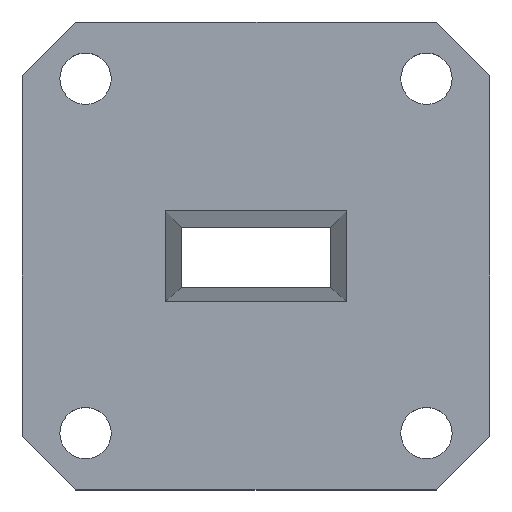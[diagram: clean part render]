
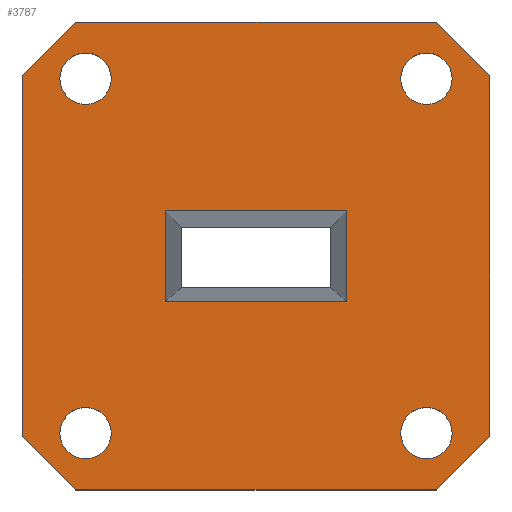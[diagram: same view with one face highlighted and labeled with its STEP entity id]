
A CAD part, top view. The second image highlights one B-rep face of the part: STEP entity #3787.
In plain terms, the highlighted planar face has unit normal (0, 0, 1).
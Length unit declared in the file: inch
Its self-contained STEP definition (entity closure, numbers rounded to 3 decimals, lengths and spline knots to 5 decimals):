
#38 = LINE ( 'NONE', #1634, #2466 ) ;
#65 = LINE ( 'NONE', #765, #4431 ) ;
#81 = VERTEX_POINT ( 'NONE', #1680 ) ;
#93 = VECTOR ( 'NONE', #573, 39.37008 ) ;
#134 = CARTESIAN_POINT ( 'NONE',  ( -0.656, -0.656, 0. ) ) ;
#137 = DIRECTION ( 'NONE',  ( 0., 0., 1. ) ) ;
#144 = ORIENTED_EDGE ( 'NONE', *, *, #2698, .F. ) ;
#213 = EDGE_CURVE ( 'NONE', #1326, #557, #2191, .T. ) ;
#248 = DIRECTION ( 'NONE',  ( -1., 0., 0. ) ) ;
#269 = LINE ( 'NONE', #3668, #2718 ) ;
#300 = VERTEX_POINT ( 'NONE', #635 ) ;
#321 = EDGE_CURVE ( 'NONE', #81, #81, #2298, .T. ) ;
#355 = AXIS2_PLACEMENT_3D ( 'NONE', #2196, #5072, #1425 ) ;
#374 = AXIS2_PLACEMENT_3D ( 'NONE', #1476, #137, #1735 ) ;
#390 = DIRECTION ( 'NONE',  ( 0.707, 0.707, 0. ) ) ;
#403 = CIRCLE ( 'NONE', #1501, 0.072 ) ;
#411 = DIRECTION ( 'NONE',  ( 0., -1., 0. ) ) ;
#474 = VECTOR ( 'NONE', #3265, 39.37008 ) ;
#509 = FACE_OUTER_BOUND ( 'NONE', #2186, .T. ) ;
#557 = VERTEX_POINT ( 'NONE', #4702 ) ;
#573 = DIRECTION ( 'NONE',  ( 0., 1., 0. ) ) ;
#635 = CARTESIAN_POINT ( 'NONE',  ( 0.55, -0.497, 0. ) ) ;
#641 = ORIENTED_EDGE ( 'NONE', *, *, #213, .T. ) ;
#672 = VERTEX_POINT ( 'NONE', #1218 ) ;
#765 = CARTESIAN_POINT ( 'NONE',  ( -0.255, -0.1275, 0. ) ) ;
#812 = ORIENTED_EDGE ( 'NONE', *, *, #3069, .T. ) ;
#922 = ORIENTED_EDGE ( 'NONE', *, *, #2261, .F. ) ;
#923 = EDGE_CURVE ( 'NONE', #925, #925, #1361, .T. ) ;
#925 = VERTEX_POINT ( 'NONE', #4164 ) ;
#935 = VERTEX_POINT ( 'NONE', #4111 ) ;
#961 = CARTESIAN_POINT ( 'NONE',  ( -0.478, 0.497, 0. ) ) ;
#1008 = ORIENTED_EDGE ( 'NONE', *, *, #923, .F. ) ;
#1024 = DIRECTION ( 'NONE',  ( 0., 1., 0. ) ) ;
#1065 = DIRECTION ( 'NONE',  ( -0.707, -0.707, 0. ) ) ;
#1067 = DIRECTION ( 'NONE',  ( 1., 0., 0. ) ) ;
#1100 = CARTESIAN_POINT ( 'NONE',  ( 0.656, -0.506, 0. ) ) ;
#1175 = DIRECTION ( 'NONE',  ( 0.707, -0.707, 0. ) ) ;
#1176 = DIRECTION ( 'NONE',  ( -1., 0., 0. ) ) ;
#1218 = CARTESIAN_POINT ( 'NONE',  ( -0.506, 0.656, 0. ) ) ;
#1314 = DIRECTION ( 'NONE',  ( 0., -1., 0. ) ) ;
#1326 = VERTEX_POINT ( 'NONE', #1100 ) ;
#1361 = CIRCLE ( 'NONE', #355, 0.072 ) ;
#1369 = DIRECTION ( 'NONE',  ( -0.707, 0.707, 0. ) ) ;
#1425 = DIRECTION ( 'NONE',  ( 1., 0., 0. ) ) ;
#1427 = LINE ( 'NONE', #134, #4668 ) ;
#1433 = FACE_BOUND ( 'NONE', #1961, .T. ) ;
#1445 = EDGE_CURVE ( 'NONE', #3219, #935, #269, .T. ) ;
#1476 = CARTESIAN_POINT ( 'NONE',  ( 0.478, -0.497, 0. ) ) ;
#1496 = VECTOR ( 'NONE', #1369, 39.37008 ) ;
#1501 = AXIS2_PLACEMENT_3D ( 'NONE', #961, #4685, #3104 ) ;
#1634 = CARTESIAN_POINT ( 'NONE',  ( -0.255, -0.1275, 0. ) ) ;
#1680 = CARTESIAN_POINT ( 'NONE',  ( -0.406, -0.497, 0. ) ) ;
#1719 = DIRECTION ( 'NONE',  ( 1., 0., 0. ) ) ;
#1735 = DIRECTION ( 'NONE',  ( 1., 0., 0. ) ) ;
#1762 = LINE ( 'NONE', #5097, #4326 ) ;
#1781 = VECTOR ( 'NONE', #390, 39.37008 ) ;
#1822 = FACE_BOUND ( 'NONE', #3538, .T. ) ;
#1855 = EDGE_CURVE ( 'NONE', #1921, #2413, #38, .T. ) ;
#1874 = VERTEX_POINT ( 'NONE', #3099 ) ;
#1891 = CARTESIAN_POINT ( 'NONE',  ( 0.656, 0.506, 0. ) ) ;
#1921 = VERTEX_POINT ( 'NONE', #2465 ) ;
#1961 = EDGE_LOOP ( 'NONE', ( #1008 ) ) ;
#1966 = VECTOR ( 'NONE', #1065, 39.37008 ) ;
#2073 = ORIENTED_EDGE ( 'NONE', *, *, #3444, .T. ) ;
#2124 = PLANE ( 'NONE',  #2617 ) ;
#2186 = EDGE_LOOP ( 'NONE', ( #3372, #3770, #2073, #3863, #641, #4161, #4570, #812 ) ) ;
#2191 = LINE ( 'NONE', #4665, #93 ) ;
#2196 = CARTESIAN_POINT ( 'NONE',  ( 0.478, 0.497, 0. ) ) ;
#2242 = EDGE_CURVE ( 'NONE', #3127, #3074, #3243, .T. ) ;
#2261 = EDGE_CURVE ( 'NONE', #3074, #1921, #65, .T. ) ;
#2298 = CIRCLE ( 'NONE', #4679, 0.072 ) ;
#2317 = CARTESIAN_POINT ( 'NONE',  ( -0.656, -0.656, 0. ) ) ;
#2413 = VERTEX_POINT ( 'NONE', #3440 ) ;
#2465 = CARTESIAN_POINT ( 'NONE',  ( -0.255, -0.1275, 0. ) ) ;
#2466 = VECTOR ( 'NONE', #1719, 39.37008 ) ;
#2524 = FACE_BOUND ( 'NONE', #4042, .T. ) ;
#2617 = AXIS2_PLACEMENT_3D ( 'NONE', #3747, #4678, #248 ) ;
#2696 = LINE ( 'NONE', #3930, #4752 ) ;
#2698 = EDGE_CURVE ( 'NONE', #300, #300, #3565, .T. ) ;
#2718 = VECTOR ( 'NONE', #1175, 39.37008 ) ;
#2725 = VECTOR ( 'NONE', #4140, 39.37008 ) ;
#2742 = LINE ( 'NONE', #1891, #1496 ) ;
#2787 = CARTESIAN_POINT ( 'NONE',  ( 0.506, -0.656, 0. ) ) ;
#2857 = CARTESIAN_POINT ( 'NONE',  ( -0.255, 0.1275, 0. ) ) ;
#2867 = LINE ( 'NONE', #2787, #1781 ) ;
#3034 = ORIENTED_EDGE ( 'NONE', *, *, #1855, .F. ) ;
#3069 = EDGE_CURVE ( 'NONE', #672, #3725, #3089, .T. ) ;
#3074 = VERTEX_POINT ( 'NONE', #4058 ) ;
#3089 = LINE ( 'NONE', #4723, #1966 ) ;
#3099 = CARTESIAN_POINT ( 'NONE',  ( -0.406, 0.497, 0. ) ) ;
#3104 = DIRECTION ( 'NONE',  ( 1., 0., 0. ) ) ;
#3127 = VERTEX_POINT ( 'NONE', #3239 ) ;
#3144 = CARTESIAN_POINT ( 'NONE',  ( -0.656, -0.506, 0. ) ) ;
#3166 = EDGE_CURVE ( 'NONE', #2413, #3127, #1762, .T. ) ;
#3219 = VERTEX_POINT ( 'NONE', #3144 ) ;
#3239 = CARTESIAN_POINT ( 'NONE',  ( 0.255, 0.1275, 0. ) ) ;
#3243 = LINE ( 'NONE', #2857, #2725 ) ;
#3265 = DIRECTION ( 'NONE',  ( 1., 0., 0. ) ) ;
#3271 = ORIENTED_EDGE ( 'NONE', *, *, #3166, .F. ) ;
#3315 = CARTESIAN_POINT ( 'NONE',  ( 0.506, 0.656, 0. ) ) ;
#3372 = ORIENTED_EDGE ( 'NONE', *, *, #4061, .T. ) ;
#3440 = CARTESIAN_POINT ( 'NONE',  ( 0.255, -0.1275, 0. ) ) ;
#3444 = EDGE_CURVE ( 'NONE', #935, #3605, #5184, .T. ) ;
#3500 = EDGE_LOOP ( 'NONE', ( #144 ) ) ;
#3538 = EDGE_LOOP ( 'NONE', ( #5046 ) ) ;
#3565 = CIRCLE ( 'NONE', #374, 0.072 ) ;
#3605 = VERTEX_POINT ( 'NONE', #3906 ) ;
#3668 = CARTESIAN_POINT ( 'NONE',  ( -0.656, -0.506, 0. ) ) ;
#3690 = EDGE_CURVE ( 'NONE', #557, #4451, #2742, .T. ) ;
#3725 = VERTEX_POINT ( 'NONE', #4574 ) ;
#3747 = CARTESIAN_POINT ( 'NONE',  ( 0., 0., 0. ) ) ;
#3770 = ORIENTED_EDGE ( 'NONE', *, *, #1445, .T. ) ;
#3778 = ORIENTED_EDGE ( 'NONE', *, *, #4880, .F. ) ;
#3787 = ADVANCED_FACE ( 'NONE', ( #1822, #5079, #1433, #4548, #2524, #509 ), #2124, .F. ) ;
#3863 = ORIENTED_EDGE ( 'NONE', *, *, #4339, .T. ) ;
#3906 = CARTESIAN_POINT ( 'NONE',  ( 0.506, -0.656, 0. ) ) ;
#3916 = EDGE_CURVE ( 'NONE', #4451, #672, #2696, .T. ) ;
#3930 = CARTESIAN_POINT ( 'NONE',  ( -0.656, 0.656, 0. ) ) ;
#4008 = ORIENTED_EDGE ( 'NONE', *, *, #2242, .F. ) ;
#4042 = EDGE_LOOP ( 'NONE', ( #4008, #3271, #3034, #922 ) ) ;
#4058 = CARTESIAN_POINT ( 'NONE',  ( -0.255, 0.1275, 0. ) ) ;
#4061 = EDGE_CURVE ( 'NONE', #3725, #3219, #1427, .T. ) ;
#4111 = CARTESIAN_POINT ( 'NONE',  ( -0.506, -0.656, 0. ) ) ;
#4140 = DIRECTION ( 'NONE',  ( -1., 0., 0. ) ) ;
#4161 = ORIENTED_EDGE ( 'NONE', *, *, #3690, .T. ) ;
#4164 = CARTESIAN_POINT ( 'NONE',  ( 0.55, 0.497, 0. ) ) ;
#4326 = VECTOR ( 'NONE', #1024, 39.37008 ) ;
#4339 = EDGE_CURVE ( 'NONE', #3605, #1326, #2867, .T. ) ;
#4431 = VECTOR ( 'NONE', #411, 39.37008 ) ;
#4451 = VERTEX_POINT ( 'NONE', #3315 ) ;
#4548 = FACE_BOUND ( 'NONE', #4645, .T. ) ;
#4570 = ORIENTED_EDGE ( 'NONE', *, *, #3916, .T. ) ;
#4574 = CARTESIAN_POINT ( 'NONE',  ( -0.656, 0.506, 0. ) ) ;
#4645 = EDGE_LOOP ( 'NONE', ( #3778 ) ) ;
#4665 = CARTESIAN_POINT ( 'NONE',  ( 0.656, -0.656, 0. ) ) ;
#4668 = VECTOR ( 'NONE', #1314, 39.37008 ) ;
#4678 = DIRECTION ( 'NONE',  ( 0., 0., -1. ) ) ;
#4679 = AXIS2_PLACEMENT_3D ( 'NONE', #5139, #4771, #1067 ) ;
#4685 = DIRECTION ( 'NONE',  ( 0., 0., 1. ) ) ;
#4702 = CARTESIAN_POINT ( 'NONE',  ( 0.656, 0.506, 0. ) ) ;
#4723 = CARTESIAN_POINT ( 'NONE',  ( -0.506, 0.656, 0. ) ) ;
#4752 = VECTOR ( 'NONE', #1176, 39.37008 ) ;
#4771 = DIRECTION ( 'NONE',  ( 0., 0., 1. ) ) ;
#4880 = EDGE_CURVE ( 'NONE', #1874, #1874, #403, .T. ) ;
#5046 = ORIENTED_EDGE ( 'NONE', *, *, #321, .F. ) ;
#5072 = DIRECTION ( 'NONE',  ( 0., 0., 1. ) ) ;
#5079 = FACE_BOUND ( 'NONE', #3500, .T. ) ;
#5097 = CARTESIAN_POINT ( 'NONE',  ( 0.255, -0.1275, 0. ) ) ;
#5139 = CARTESIAN_POINT ( 'NONE',  ( -0.478, -0.497, 0. ) ) ;
#5184 = LINE ( 'NONE', #2317, #474 ) ;
